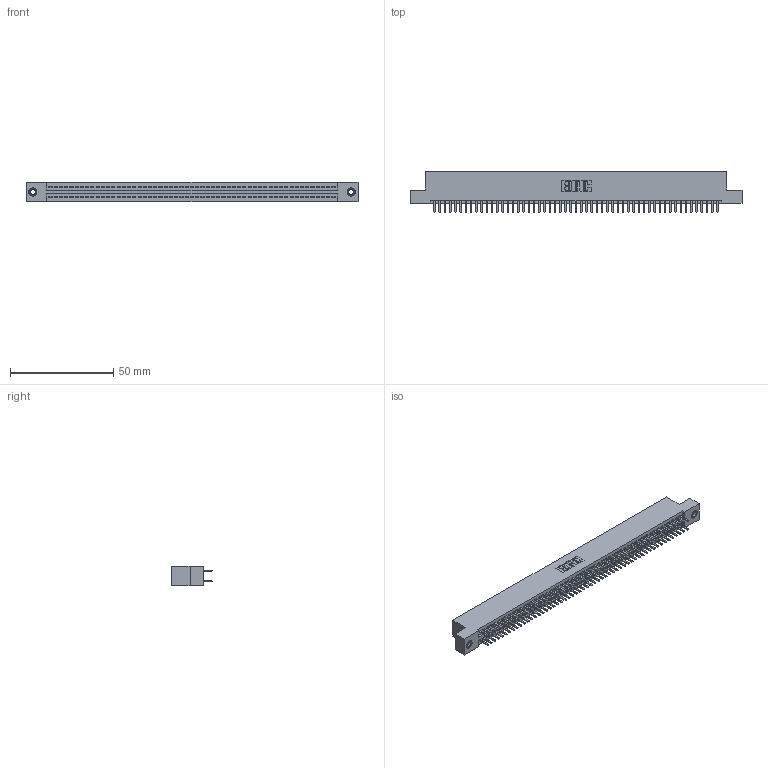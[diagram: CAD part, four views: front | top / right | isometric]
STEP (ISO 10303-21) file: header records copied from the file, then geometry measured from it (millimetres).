
FILE_DESCRIPTION (( 'STEP AP203' ), '1' );
FILE_NAME ('345-110-520-207.STEP', '2019-11-04T15:39:48', ( '' ), ( '' ), 'SwSTEP 2.0', 'SolidWorks 2016', '' );
FILE_SCHEMA (( 'CONFIG_CONTROL_DESIGN' ));
Length unit declared in the file: inch
Products named in the file (4): 345-250-001_345-250-005-103; 345-110-520-207; 345 Part_Flush Mounting Lugs - 0.156 Dia-TI; 345-292-001_345-293-120
Assembly tree (113 placements, depth 2):
  345-110-520-207
    345 Part_Flush Mounting Lugs - 0.156 Dia-TI
    345-292-001_345-293-120  x110
    345-250-001_345-250-005-103  x2
Bounding box: 160.91 x 19.68 x 9.4 mm (x, y, z)
Volume: 15689.7 mm3; surface area: 23368.8 mm2
Topology: 113 solids, 113 shells, 6126 faces, 17747 edges, 11530 vertices
Faces by surface type: plane 3962, cylinder 2148, cone 12, torus 4
Entity records: 42704 total; most frequent: CARTESIAN_POINT 7139, ORIENTED_EDGE 7054, DIRECTION 6293, EDGE_CURVE 3527, VECTOR 3151, LINE 3151, VERTEX_POINT 2344, AXIS2_PLACEMENT_3D 1571
